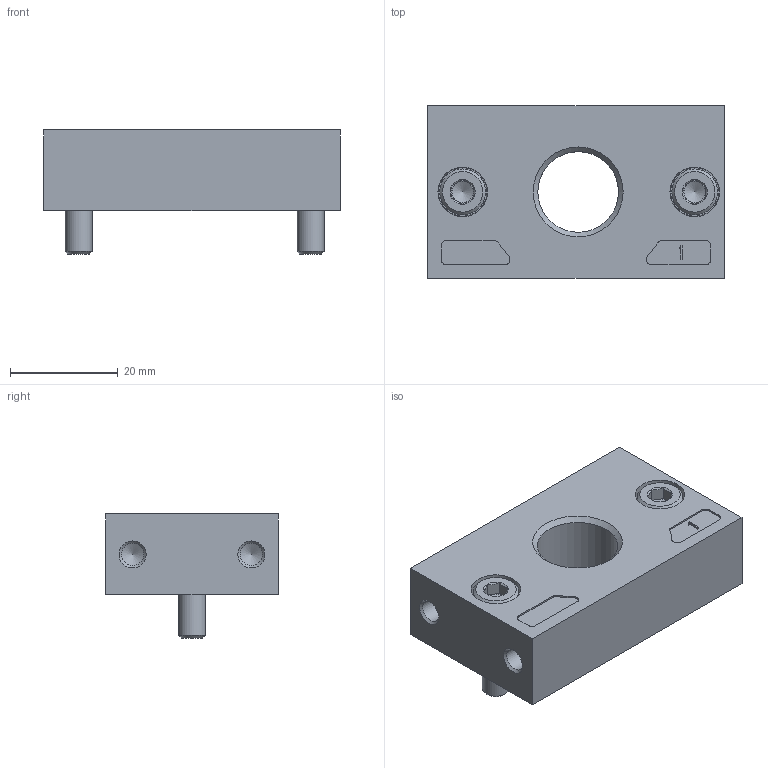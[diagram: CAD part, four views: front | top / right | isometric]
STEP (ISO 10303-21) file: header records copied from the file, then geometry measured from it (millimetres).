
FILE_DESCRIPTION(/* description */ ('STEP AP214'),/* implementation_level */ '2;1');
FILE_NAME(/* name */ '546501_PBL-3_8-D-MIDI-L',/* time_stamp */ '2024-09-13T16:22:00+02:00',/* author */ ('License CC BY-ND 4.0'),/* organization */ ('CADENAS'),/* preprocessor_version */ 'ST-DEVELOPER v19.3',/* originating_system */ 'PARTsolutions',/* authorisation */ ' ');
FILE_SCHEMA (('AUTOMOTIVE_DESIGN {1 0 10303 214 3 1 1}'));
Length unit declared in the file: millimetre
Products named in the file (3): 546501 PBL-3/8-D-MIDI-L; 380297 PBL-3/8-D-MIDI-L---(1) p1; DIN-912 - M5x18(F)
Assembly tree (3 placements, depth 2):
  546501 PBL-3/8-D-MIDI-L
    380297 PBL-3/8-D-MIDI-L---(1) p1
    DIN-912 - M5x18(F)  x2
Bounding box: 55 x 32 x 23 mm (x, y, z)
Volume: 23117.9 mm3; surface area: 8653.9 mm2
Topology: 3 solids, 3 shells, 111 faces, 238 edges, 142 vertices
Faces by surface type: plane 57, cone 32, cylinder 22
Full cylindrical faces by diameter (mm): 4.134 x2, 5 x2, 8.5 x2, 14.95 x1, 24.9 x1, 29.7 x1
Entity records: 2257 total; most frequent: DIRECTION 395, CARTESIAN_POINT 383, ORIENTED_EDGE 318, EDGE_CURVE 159, AXIS2_PLACEMENT_3D 155, FACE_BOUND 122, EDGE_LOOP 119, VERTEX_POINT 113
